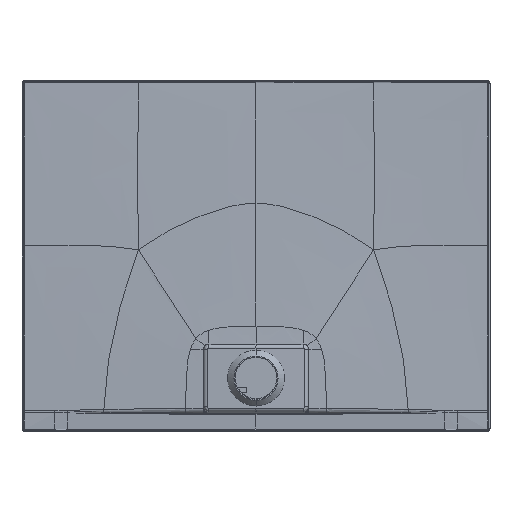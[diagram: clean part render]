
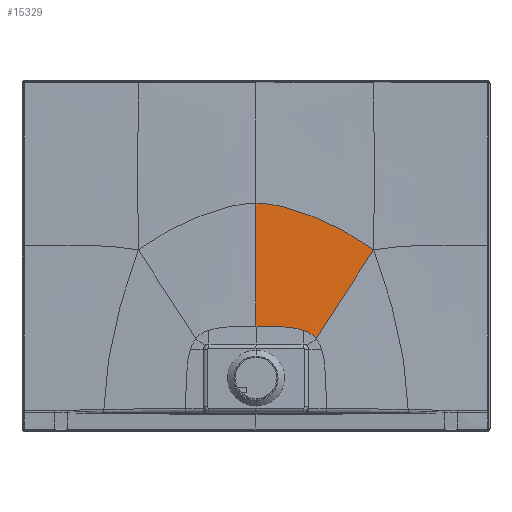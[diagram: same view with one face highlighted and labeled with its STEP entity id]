
A CAD part, front view. The second image highlights one B-rep face of the part: STEP entity #15329.
In plain terms, the highlighted free-form (B-spline) face has degree [3, 3] with [9, 8] control points.
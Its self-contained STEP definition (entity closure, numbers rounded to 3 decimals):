
#4558=CARTESIAN_POINT('',(-0.001,-9.249,
487.571));
#4570=CARTESIAN_POINT('',(251.373,-7.999,388.37));
#4571=CARTESIAN_POINT('',(240.243,-8.105,396.768));
#4572=CARTESIAN_POINT('',(217.972,-8.291,411.966));
#4573=CARTESIAN_POINT('',(173.956,-8.582,437.005));
#4574=CARTESIAN_POINT('',(120.488,-8.868,461.265));
#4575=CARTESIAN_POINT('',(58.822,-9.159,482.003));
#4576=CARTESIAN_POINT('',(19.307,-9.249,487.572));
#4577=CARTESIAN_POINT('',(-0.001,-9.249,
487.571));
#4610=DIRECTION('',(0.,-0.024,-1.));
#4611=VECTOR('',#4610,262.574);
#4612=CARTESIAN_POINT('',(-0.001,-9.249,
487.571));
#4613=LINE('',#4612,#4611);
#4637=CARTESIAN_POINT('',(251.373,-7.999,388.37));
#4638=CARTESIAN_POINT('',(247.425,-8.17,382.462));
#4639=CARTESIAN_POINT('',(239.715,-8.518,370.9));
#4640=CARTESIAN_POINT('',(225.148,-9.224,348.947));
#4641=CARTESIAN_POINT('',(202.09,-10.471,313.841));
#4642=CARTESIAN_POINT('',(175.999,-12.157,272.934));
#4643=CARTESIAN_POINT('',(150.779,-13.914,232.722));
#4644=CARTESIAN_POINT('',(135.663,-14.977,209.324));
#4645=CARTESIAN_POINT('',(128.371,-15.497,198.39));
#4664=CARTESIAN_POINT('',(251.373,-7.999,388.37));
#4741=CARTESIAN_POINT('',(101.03,-15.499,216.299));
#4742=CARTESIAN_POINT('',(106.845,-15.498,214.316));
#4743=CARTESIAN_POINT('',(117.111,-15.498,209.473));
#4744=CARTESIAN_POINT('',(124.968,-15.498,202.501));
#4745=CARTESIAN_POINT('',(128.371,-15.497,198.39));
#4762=CARTESIAN_POINT('',(0.,-15.499,
225.071));
#4763=CARTESIAN_POINT('',(5.829,-15.499,225.071));
#4764=CARTESIAN_POINT('',(17.035,-15.499,225.034));
#4765=CARTESIAN_POINT('',(37.711,-15.499,224.729));
#4766=CARTESIAN_POINT('',(60.433,-15.499,223.764));
#4767=CARTESIAN_POINT('',(83.121,-15.499,221.185));
#4768=CARTESIAN_POINT('',(95.475,-15.499,218.194));
#4769=CARTESIAN_POINT('',(101.03,-15.499,216.299));
#6172=VERTEX_POINT('',#4664);
#6178=VERTEX_POINT('',#4558);
#6182=CARTESIAN_POINT('',(0.,-15.499,
225.071));
#6183=VERTEX_POINT('',#6182);
#6186=VERTEX_POINT('',#4645);
#6187=VERTEX_POINT('',#4741);
#15246=CARTESIAN_POINT('',(-1.33,-15.563,
222.381));
#15247=CARTESIAN_POINT('',(16.979,-15.563,
222.387));
#15248=CARTESIAN_POINT('',(48.733,-15.563,
222.154));
#15249=CARTESIAN_POINT('',(84.724,-15.562,
219.208));
#15250=CARTESIAN_POINT('',(106.411,-15.56,
213.125));
#15251=CARTESIAN_POINT('',(119.892,-15.56,
205.016));
#15252=CARTESIAN_POINT('',(125.414,-15.561,
199.631));
#15253=CARTESIAN_POINT('',(127.944,-15.562,
196.473));
#15254=CARTESIAN_POINT('',(-1.33,-15.021,
245.152));
#15255=CARTESIAN_POINT('',(16.967,-15.021,
245.179));
#15256=CARTESIAN_POINT('',(49.194,-15.023,
244.141));
#15257=CARTESIAN_POINT('',(86.937,-15.031,
238.148));
#15258=CARTESIAN_POINT('',(110.582,-15.037,
228.832));
#15259=CARTESIAN_POINT('',(125.919,-15.032,
218.128));
#15260=CARTESIAN_POINT('',(132.502,-15.025,
211.472));
#15261=CARTESIAN_POINT('',(135.62,-15.019,
207.672));
#15262=CARTESIAN_POINT('',(-1.331,-13.958,
289.797));
#15263=CARTESIAN_POINT('',(16.968,-13.958,
289.865));
#15264=CARTESIAN_POINT('',(50.224,-13.963,
287.249));
#15265=CARTESIAN_POINT('',(91.646,-13.985,
275.451));
#15266=CARTESIAN_POINT('',(119.286,-13.997,
260.257));
#15267=CARTESIAN_POINT('',(138.297,-13.978,
245.024));
#15268=CARTESIAN_POINT('',(146.957,-13.952,
236.182));
#15269=CARTESIAN_POINT('',(151.221,-13.935,
231.273));
#15270=CARTESIAN_POINT('',(-1.333,-12.374,
356.317));
#15271=CARTESIAN_POINT('',(16.972,-12.374,
356.438));
#15272=CARTESIAN_POINT('',(51.847,-12.371,
351.75));
#15273=CARTESIAN_POINT('',(99.278,-12.366,
332.674));
#15274=CARTESIAN_POINT('',(133.669,-12.341,
310.431));
#15275=CARTESIAN_POINT('',(158.881,-12.263,
289.736));
#15276=CARTESIAN_POINT('',(170.987,-12.194,
278.139));
#15277=CARTESIAN_POINT('',(177.13,-12.149,
271.766));
#15278=CARTESIAN_POINT('',(-1.346,-11.072,
411.004));
#15279=CARTESIAN_POINT('',(17.126,-11.073,
411.151));
#15280=CARTESIAN_POINT('',(53.513,-11.043,
405.447));
#15281=CARTESIAN_POINT('',(106.369,-10.949,
383.089));
#15282=CARTESIAN_POINT('',(147.554,-10.831,
357.603));
#15283=CARTESIAN_POINT('',(179.498,-10.659,
333.685));
#15284=CARTESIAN_POINT('',(195.406,-10.534,
320.04));
#15285=CARTESIAN_POINT('',(203.596,-10.457,
312.452));
#15286=CARTESIAN_POINT('',(-1.381,-10.161,
449.285));
#15287=CARTESIAN_POINT('',(17.562,-10.162,
449.435));
#15288=CARTESIAN_POINT('',(55.486,-10.104,
443.619));
#15289=CARTESIAN_POINT('',(112.717,-9.915,
421.242));
#15290=CARTESIAN_POINT('',(159.694,-9.71,
395.657));
#15291=CARTESIAN_POINT('',(197.688,-9.469,
370.605));
#15292=CARTESIAN_POINT('',(217.005,-9.304,
355.785));
#15293=CARTESIAN_POINT('',(226.982,-9.206,
347.416));
#15294=CARTESIAN_POINT('',(-1.412,-9.626,
471.738));
#15295=CARTESIAN_POINT('',(17.957,-9.628,
471.885));
#15296=CARTESIAN_POINT('',(57.005,-9.551,
466.181));
#15297=CARTESIAN_POINT('',(117.045,-9.301,
444.458));
#15298=CARTESIAN_POINT('',(167.732,-9.047,
419.457));
#15299=CARTESIAN_POINT('',(209.601,-8.771,
394.077));
#15300=CARTESIAN_POINT('',(231.061,-8.588,
378.663));
#15301=CARTESIAN_POINT('',(242.137,-8.479,
369.874));
#15302=CARTESIAN_POINT('',(-1.433,-9.352,
483.255));
#15303=CARTESIAN_POINT('',(18.215,-9.354,
483.399));
#15304=CARTESIAN_POINT('',(57.931,-9.268,
477.81));
#15305=CARTESIAN_POINT('',(119.51,-8.986,
456.65));
#15306=CARTESIAN_POINT('',(172.206,-8.708,
432.161));
#15307=CARTESIAN_POINT('',(216.153,-8.417,
406.719));
#15308=CARTESIAN_POINT('',(238.739,-8.226,
391.031));
#15309=CARTESIAN_POINT('',(250.384,-8.113,
382.044));
#15310=CARTESIAN_POINT('',(-1.445,-9.208,
489.302));
#15311=CARTESIAN_POINT('',(18.367,-9.21,
489.444));
#15312=CARTESIAN_POINT('',(58.462,-9.119,
483.932));
#15313=CARTESIAN_POINT('',(120.879,-8.821,
463.121));
#15314=CARTESIAN_POINT('',(174.656,-8.531,
438.951));
#15315=CARTESIAN_POINT('',(219.707,-8.233,
413.5));
#15316=CARTESIAN_POINT('',(242.885,-8.039,
397.676));
#15317=CARTESIAN_POINT('',(254.824,-7.924,
388.588));
#15318=B_SPLINE_SURFACE_WITH_KNOTS('',3,3,((#15246,#15247,#15248,#15249,#15250,
#15251,#15252,#15253),(#15254,#15255,#15256,#15257,#15258,#15259,#15260,#15261),
(#15262,#15263,#15264,#15265,#15266,#15267,#15268,#15269),(#15270,#15271,#15272,
#15273,#15274,#15275,#15276,#15277),(#15278,#15279,#15280,#15281,#15282,#15283,
#15284,#15285),(#15286,#15287,#15288,#15289,#15290,#15291,#15292,#15293),
(#15294,#15295,#15296,#15297,#15298,#15299,#15300,#15301),(#15302,#15303,#15304,
#15305,#15306,#15307,#15308,#15309),(#15310,#15311,#15312,#15313,#15314,#15315,
#15316,#15317)),.UNSPECIFIED.,.F.,.F.,.F.,(4,1,1,1,1,1,4),(4,1,1,1,1,4),(
-0.005,0.125,0.25,0.375,0.438,0.469,0.503),
(-0.003,0.125,0.25,0.375,0.438,0.504),
.UNSPECIFIED.);
#15319=ORIENTED_EDGE('',*,*,#15234,.F.);
#15320=ORIENTED_EDGE('',*,*,#15057,.F.);
#15322=ORIENTED_EDGE('',*,*,#15321,.T.);
#15324=ORIENTED_EDGE('',*,*,#15323,.F.);
#15326=ORIENTED_EDGE('',*,*,#15325,.F.);
#15327=EDGE_LOOP('',(#15319,#15320,#15322,#15324,#15326));
#15328=FACE_OUTER_BOUND('',#15327,.F.);
#15329=ADVANCED_FACE('',(#15328),#15318,.F.);
#4578=B_SPLINE_CURVE_WITH_KNOTS('',3,(#4570,#4571,#4572,#4573,#4574,#4575,#4576,
#4577),.UNSPECIFIED.,.F.,.F.,(4,1,1,1,1,4),(0.,0.125,
0.25,0.5,0.75,1.),.UNSPECIFIED.);
#4646=B_SPLINE_CURVE_WITH_KNOTS('',3,(#4637,#4638,#4639,#4640,#4641,#4642,#4643,
#4644,#4645),.UNSPECIFIED.,.F.,.F.,(4,1,1,1,1,1,4),(0.,0.063,
0.125,0.25,0.5,0.75,1.),
.UNSPECIFIED.);
#4746=B_SPLINE_CURVE_WITH_KNOTS('',3,(#4741,#4742,#4743,#4744,#4745),
.UNSPECIFIED.,.F.,.F.,(4,1,4),(0.,0.5,1.),.UNSPECIFIED.);
#4770=B_SPLINE_CURVE_WITH_KNOTS('',3,(#4762,#4763,#4764,#4765,#4766,#4767,#4768,
#4769),.UNSPECIFIED.,.F.,.F.,(4,1,1,1,1,4),(0.,0.125,
0.25,0.5,0.75,1.),.UNSPECIFIED.);
#15057=EDGE_CURVE('',#6172,#6178,#4578,.T.);
#15234=EDGE_CURVE('',#6178,#6183,#4613,.T.);
#15321=EDGE_CURVE('',#6172,#6186,#4646,.T.);
#15323=EDGE_CURVE('',#6187,#6186,#4746,.T.);
#15325=EDGE_CURVE('',#6183,#6187,#4770,.T.);
